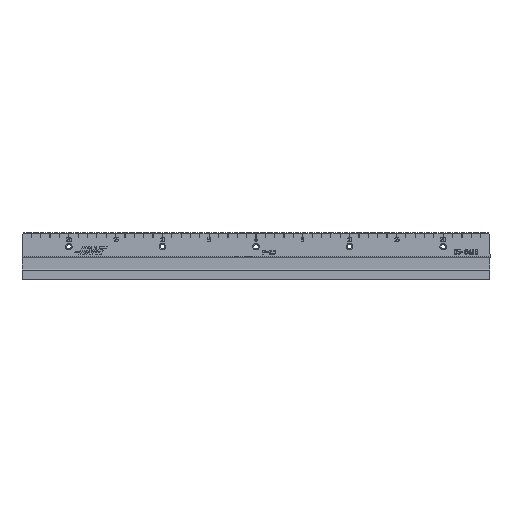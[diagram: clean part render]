
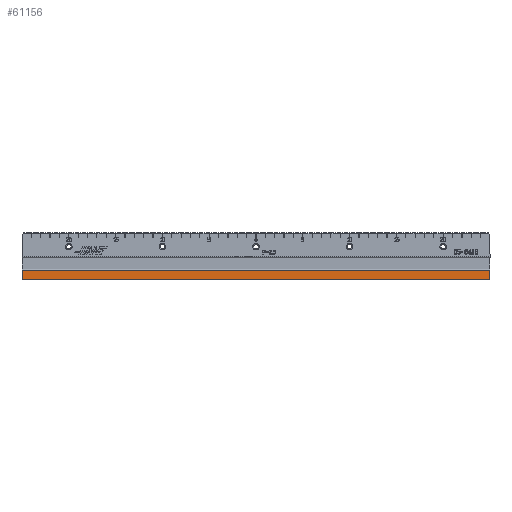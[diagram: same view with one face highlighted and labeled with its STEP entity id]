
A CAD part, front view. The second image highlights one B-rep face of the part: STEP entity #61156.
In plain terms, the highlighted planar face has unit normal (0, -1, 0).
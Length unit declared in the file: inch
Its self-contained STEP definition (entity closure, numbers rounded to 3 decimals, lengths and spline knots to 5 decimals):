
#193 = CARTESIAN_POINT ( 'NONE',  ( -9.84252, -0.98425, -1.9685 ) ) ;
#3014 = EDGE_LOOP ( 'NONE', ( #32262, #83817, #84557, #66768 ) ) ;
#9035 = CARTESIAN_POINT ( 'NONE',  ( 9.84252, -0.98425, -1.9685 ) ) ;
#10055 = VERTEX_POINT ( 'NONE', #13191 ) ;
#13191 = CARTESIAN_POINT ( 'NONE',  ( -9.84252, -0.98425, -1.5748 ) ) ;
#15794 = CARTESIAN_POINT ( 'NONE',  ( -9.84252, -0.98425, -1.9685 ) ) ;
#18472 = EDGE_CURVE ( 'NONE', #10055, #81469, #67790, .T. ) ;
#18897 = CARTESIAN_POINT ( 'NONE',  ( -9.84252, -0.98425, 0. ) ) ;
#24049 = VECTOR ( 'NONE', #26422, 39.37008 ) ;
#24098 = AXIS2_PLACEMENT_3D ( 'NONE', #15794, #82653, #69983 ) ;
#26422 = DIRECTION ( 'NONE',  ( -1., 0., 0. ) ) ;
#29735 = DIRECTION ( 'NONE',  ( 1., 0., 0. ) ) ;
#31172 = LINE ( 'NONE', #9035, #46931 ) ;
#32262 = ORIENTED_EDGE ( 'NONE', *, *, #18472, .F. ) ;
#34200 = VERTEX_POINT ( 'NONE', #72853 ) ;
#35285 = CARTESIAN_POINT ( 'NONE',  ( 9.84252, -0.98425, -1.5748 ) ) ;
#35605 = CARTESIAN_POINT ( 'NONE',  ( -9.84252, -0.98425, -1.9685 ) ) ;
#38137 = LINE ( 'NONE', #18897, #62404 ) ;
#41580 = PLANE ( 'NONE',  #24098 ) ;
#43150 = EDGE_CURVE ( 'NONE', #81469, #34200, #31172, .T. ) ;
#45557 = DIRECTION ( 'NONE',  ( 0., 0., 1. ) ) ;
#46931 = VECTOR ( 'NONE', #84477, 39.37008 ) ;
#54091 = VERTEX_POINT ( 'NONE', #35605 ) ;
#60599 = EDGE_CURVE ( 'NONE', #34200, #54091, #67073, .T. ) ;
#61156 = ADVANCED_FACE ( 'NONE', ( #82233 ), #41580, .F. ) ;
#62404 = VECTOR ( 'NONE', #45557, 39.37008 ) ;
#64263 = VECTOR ( 'NONE', #29735, 39.37008 ) ;
#66768 = ORIENTED_EDGE ( 'NONE', *, *, #43150, .F. ) ;
#67073 = LINE ( 'NONE', #193, #24049 ) ;
#67697 = EDGE_CURVE ( 'NONE', #54091, #10055, #38137, .T. ) ;
#67790 = LINE ( 'NONE', #69951, #64263 ) ;
#69951 = CARTESIAN_POINT ( 'NONE',  ( -9.84252, -0.98425, -1.5748 ) ) ;
#69983 = DIRECTION ( 'NONE',  ( -1., 0., 0. ) ) ;
#72853 = CARTESIAN_POINT ( 'NONE',  ( 9.84252, -0.98425, -1.9685 ) ) ;
#81469 = VERTEX_POINT ( 'NONE', #35285 ) ;
#82233 = FACE_OUTER_BOUND ( 'NONE', #3014, .T. ) ;
#82653 = DIRECTION ( 'NONE',  ( 0., 1., 0. ) ) ;
#83817 = ORIENTED_EDGE ( 'NONE', *, *, #67697, .F. ) ;
#84477 = DIRECTION ( 'NONE',  ( 0., 0., -1. ) ) ;
#84557 = ORIENTED_EDGE ( 'NONE', *, *, #60599, .F. ) ;
